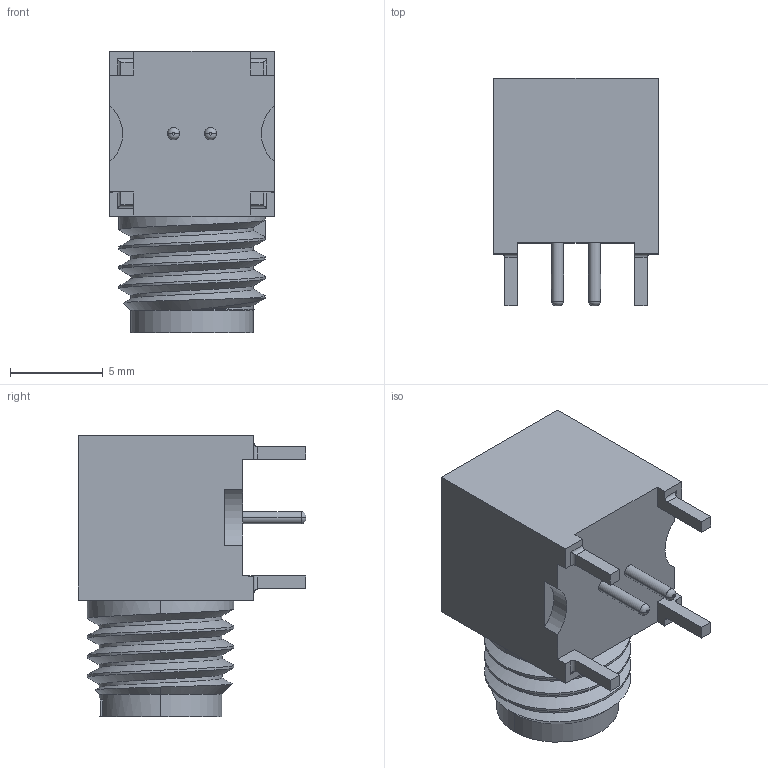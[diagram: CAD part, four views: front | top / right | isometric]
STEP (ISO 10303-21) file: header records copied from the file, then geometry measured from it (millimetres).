
FILE_DESCRIPTION (( 'STEP AP214' ), '1' );
FILE_NAME ('Âèëêà _ÑÍÖ160-4ÂÏ31-100.STEP', '2018-10-29T09:28:05', ( 'User' ), ( '' ), 'SwSTEP 2.0', 'SolidWorks 2016', '' );
FILE_SCHEMA (( 'AUTOMOTIVE_DESIGN' ));
Length unit declared in the file: millimetre
Products named in the file (1): Âèëêà _ÑÍÖ160-4ÂÏ31-100
Bounding box: 8.9 x 12.3 x 15.2 mm (x, y, z)
Volume: 836 mm3; surface area: 833.6 mm2
Topology: 1 solids, 1 shells, 93 faces, 241 edges, 155 vertices
Faces by surface type: plane 47, cylinder 32, torus 8, cone 3, bspline 3
Entity records: 4524 total; most frequent: CARTESIAN_POINT 1403, ORIENTED_EDGE 482, DIRECTION 458, EDGE_CURVE 241, AXIS2_PLACEMENT_3D 157, VERTEX_POINT 155, LINE 144, VECTOR 144
